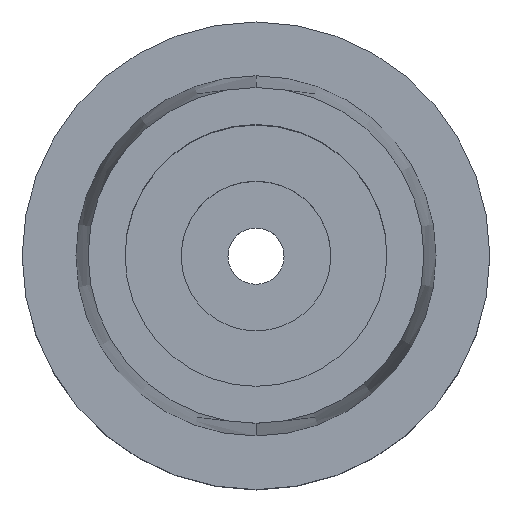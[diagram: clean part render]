
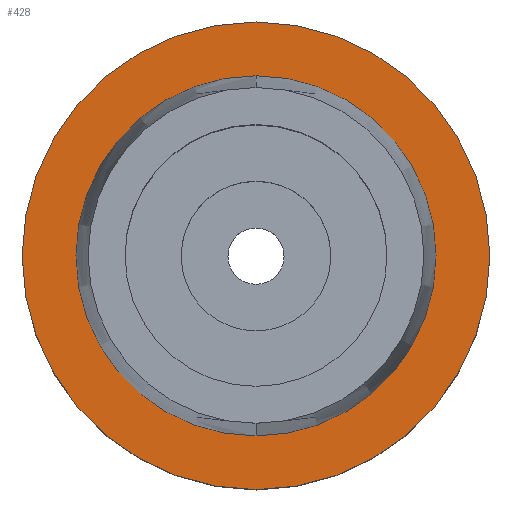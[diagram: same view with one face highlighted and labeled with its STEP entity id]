
A CAD part, top view. The second image highlights one B-rep face of the part: STEP entity #428.
In plain terms, the highlighted planar face has unit normal (0, 0, 1).
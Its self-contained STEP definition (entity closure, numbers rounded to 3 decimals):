
#196 = CIRCLE ( 'NONE', #2540, 9.625 ) ;
#270 = EDGE_CURVE ( 'NONE', #2253, #2550, #1044, .T. ) ;
#289 = CARTESIAN_POINT ( 'NONE',  ( 0., -12.5, 0. ) ) ;
#369 = VERTEX_POINT ( 'NONE', #289 ) ;
#379 = CARTESIAN_POINT ( 'NONE',  ( 0., 0., 0. ) ) ;
#428 = ADVANCED_FACE ( 'NONE', ( #712, #1549 ), #2402, .T. ) ;
#429 = CARTESIAN_POINT ( 'NONE',  ( 0., 0., 0. ) ) ;
#515 = DIRECTION ( 'NONE',  ( 0., 0., -1. ) ) ;
#527 = EDGE_LOOP ( 'NONE', ( #975, #2671 ) ) ;
#533 = CARTESIAN_POINT ( 'NONE',  ( 0., 0., 0. ) ) ;
#541 = CARTESIAN_POINT ( 'NONE',  ( 0., 9.625, 0. ) ) ;
#610 = CARTESIAN_POINT ( 'NONE',  ( 0., 12.5, 0. ) ) ;
#712 = FACE_OUTER_BOUND ( 'NONE', #1864, .T. ) ;
#741 = EDGE_CURVE ( 'NONE', #369, #2129, #1045, .T. ) ;
#757 = DIRECTION ( 'NONE',  ( 0., 0., 1. ) ) ;
#822 = ORIENTED_EDGE ( 'NONE', *, *, #2342, .F. ) ;
#945 = ORIENTED_EDGE ( 'NONE', *, *, #741, .F. ) ;
#975 = ORIENTED_EDGE ( 'NONE', *, *, #2689, .F. ) ;
#1044 = CIRCLE ( 'NONE', #1298, 9.625 ) ;
#1045 = CIRCLE ( 'NONE', #1993, 12.5 ) ;
#1114 = CARTESIAN_POINT ( 'NONE',  ( 0., 0., 0. ) ) ;
#1147 = DIRECTION ( 'NONE',  ( 0., 1., 0. ) ) ;
#1223 = DIRECTION ( 'NONE',  ( 0., 0., -1. ) ) ;
#1270 = CARTESIAN_POINT ( 'NONE',  ( 0., 0., 0. ) ) ;
#1298 = AXIS2_PLACEMENT_3D ( 'NONE', #1270, #2089, #1687 ) ;
#1358 = AXIS2_PLACEMENT_3D ( 'NONE', #1114, #515, #1147 ) ;
#1409 = CIRCLE ( 'NONE', #1358, 12.5 ) ;
#1464 = CARTESIAN_POINT ( 'NONE',  ( 0., -9.625, 0. ) ) ;
#1549 = FACE_BOUND ( 'NONE', #527, .T. ) ;
#1687 = DIRECTION ( 'NONE',  ( 0., -1., 0. ) ) ;
#1762 = DIRECTION ( 'NONE',  ( 1., 0., 0. ) ) ;
#1864 = EDGE_LOOP ( 'NONE', ( #822, #945 ) ) ;
#1993 = AXIS2_PLACEMENT_3D ( 'NONE', #379, #1223, #2287 ) ;
#2054 = DIRECTION ( 'NONE',  ( 0., 1., 0. ) ) ;
#2089 = DIRECTION ( 'NONE',  ( 0., 0., 1. ) ) ;
#2129 = VERTEX_POINT ( 'NONE', #610 ) ;
#2253 = VERTEX_POINT ( 'NONE', #1464 ) ;
#2266 = AXIS2_PLACEMENT_3D ( 'NONE', #533, #757, #1762 ) ;
#2271 = DIRECTION ( 'NONE',  ( 0., 0., 1. ) ) ;
#2287 = DIRECTION ( 'NONE',  ( 0., -1., 0. ) ) ;
#2342 = EDGE_CURVE ( 'NONE', #2129, #369, #1409, .T. ) ;
#2402 = PLANE ( 'NONE',  #2266 ) ;
#2540 = AXIS2_PLACEMENT_3D ( 'NONE', #429, #2271, #2054 ) ;
#2550 = VERTEX_POINT ( 'NONE', #541 ) ;
#2671 = ORIENTED_EDGE ( 'NONE', *, *, #270, .F. ) ;
#2689 = EDGE_CURVE ( 'NONE', #2550, #2253, #196, .T. ) ;
